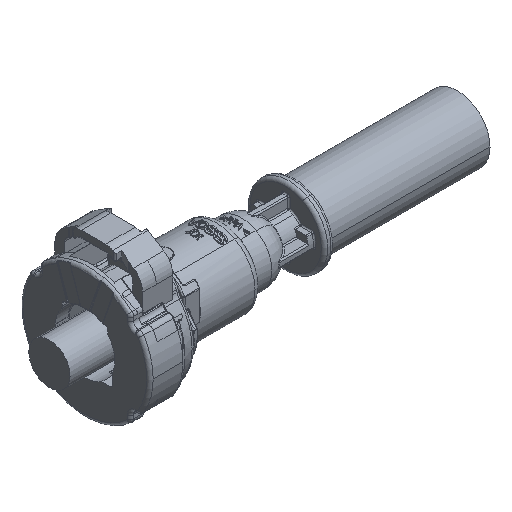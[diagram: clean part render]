
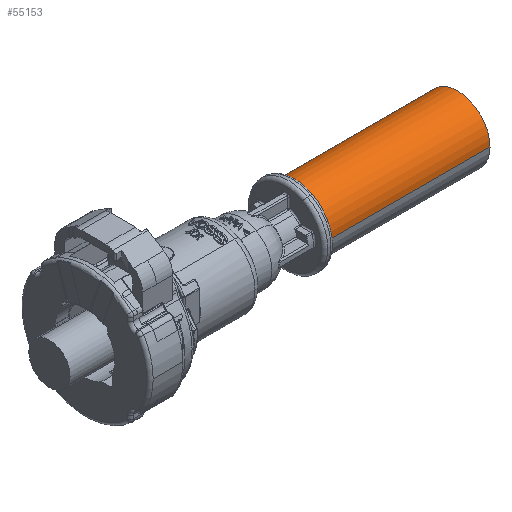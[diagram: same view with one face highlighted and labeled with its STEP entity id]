
A CAD part, isometric view. The second image highlights one B-rep face of the part: STEP entity #55153.
In plain terms, the highlighted cylindrical face has radius 5 mm (diameter 10 mm), a partial arc.
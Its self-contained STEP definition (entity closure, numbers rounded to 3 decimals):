
#55117=AXIS2_PLACEMENT_3D('Cylinder Axis2P3D',#55114,#55115,#55116) ;
#55121=AXIS2_PLACEMENT_3D('Circle Axis2P3D',#55119,#55120,$) ;
#55137=AXIS2_PLACEMENT_3D('Circle Axis2P3D',#55135,#55136,$) ;
#55114=CARTESIAN_POINT('Axis2P3D Location',(36.8,0.,0.)) ;
#55119=CARTESIAN_POINT('Axis2P3D Location',(49.3,0.,0.)) ;
#55123=CARTESIAN_POINT('Vertex',(49.3,5.,0.)) ;
#55125=CARTESIAN_POINT('Vertex',(49.3,-5.,0.)) ;
#55128=CARTESIAN_POINT('Line Origine',(36.8,5.,0.)) ;
#55132=CARTESIAN_POINT('Vertex',(24.3,5.,0.)) ;
#55135=CARTESIAN_POINT('Axis2P3D Location',(24.3,0.,0.)) ;
#55139=CARTESIAN_POINT('Vertex',(24.3,-5.,0.)) ;
#55142=CARTESIAN_POINT('Line Origine',(36.8,-5.,0.)) ;
#55115=DIRECTION('Axis2P3D Direction',(1.,0.,0.)) ;
#55116=DIRECTION('Axis2P3D XDirection',(0.,1.,0.)) ;
#55120=DIRECTION('Axis2P3D Direction',(1.,0.,0.)) ;
#55129=DIRECTION('Vector Direction',(1.,0.,0.)) ;
#55136=DIRECTION('Axis2P3D Direction',(1.,0.,0.)) ;
#55143=DIRECTION('Vector Direction',(1.,0.,0.)) ;
#55130=VECTOR('Line Direction',#55129,1.) ;
#55144=VECTOR('Line Direction',#55143,1.) ;
#55148=ORIENTED_EDGE('',*,*,#55127,.F.) ;
#55149=ORIENTED_EDGE('',*,*,#55134,.T.) ;
#55150=ORIENTED_EDGE('',*,*,#55141,.T.) ;
#55151=ORIENTED_EDGE('',*,*,#55146,.F.) ;
#55153=ADVANCED_FACE('Hose NW4',(#55152),#55118,.T.) ;
#55122=CIRCLE('generated circle',#55121,5.) ;
#55138=CIRCLE('generated circle',#55137,5.) ;
#55118=CYLINDRICAL_SURFACE('generated cylinder',#55117,5.) ;
#55127=EDGE_CURVE('',#55124,#55126,#55122,.T.) ;
#55134=EDGE_CURVE('',#55124,#55133,#55131,.F.) ;
#55141=EDGE_CURVE('',#55133,#55140,#55138,.T.) ;
#55146=EDGE_CURVE('',#55126,#55140,#55145,.F.) ;
#55147=EDGE_LOOP('',(#55148,#55149,#55150,#55151)) ;
#55152=FACE_OUTER_BOUND('',#55147,.T.) ;
#55131=LINE('Line',#55128,#55130) ;
#55145=LINE('Line',#55142,#55144) ;
#55124=VERTEX_POINT('',#55123) ;
#55126=VERTEX_POINT('',#55125) ;
#55133=VERTEX_POINT('',#55132) ;
#55140=VERTEX_POINT('',#55139) ;
